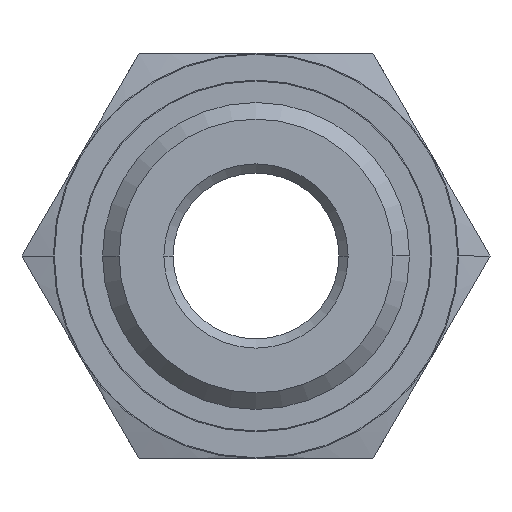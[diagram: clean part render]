
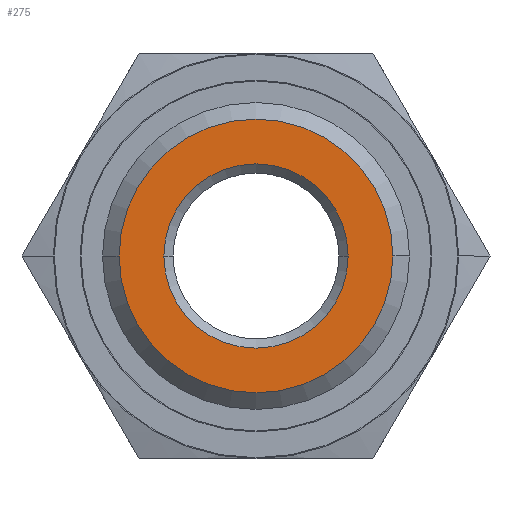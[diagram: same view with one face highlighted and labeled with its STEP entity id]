
A CAD part, left-side view. The second image highlights one B-rep face of the part: STEP entity #275.
In plain terms, the highlighted planar face has unit normal (-1, 0, 0).
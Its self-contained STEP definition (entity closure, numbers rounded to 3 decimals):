
#275 = ADVANCED_FACE( '', ( #541, #542 ), #543, .T. );
#541 = FACE_BOUND( '', #856, .T. );
#542 = FACE_OUTER_BOUND( '', #857, .T. );
#543 = PLANE( '', #858 );
#856 = EDGE_LOOP( '', ( #1753, #1754 ) );
#857 = EDGE_LOOP( '', ( #1755, #1756 ) );
#858 = AXIS2_PLACEMENT_3D( '', #1757, #1758, #1759 );
#1753 = ORIENTED_EDGE( '', *, *, #2301, .T. );
#1754 = ORIENTED_EDGE( '', *, *, #2131, .T. );
#1755 = ORIENTED_EDGE( '', *, *, #2079, .T. );
#1756 = ORIENTED_EDGE( '', *, *, #2322, .T. );
#1757 = CARTESIAN_POINT( '', ( -12., 3.716, 0. ) );
#1758 = DIRECTION( '', ( -1., 0., 0. ) );
#1759 = DIRECTION( '', ( 0., 1., 0. ) );
#2079 = EDGE_CURVE( '', #2416, #2420, #2422, .T. );
#2131 = EDGE_CURVE( '', #2518, #2515, #2519, .T. );
#2301 = EDGE_CURVE( '', #2515, #2518, #2794, .T. );
#2322 = EDGE_CURVE( '', #2420, #2416, #2816, .T. );
#2416 = VERTEX_POINT( '', #2962 );
#2420 = VERTEX_POINT( '', #2967 );
#2422 = CIRCLE( '', #2970, 7.431 );
#2515 = VERTEX_POINT( '', #3085 );
#2518 = VERTEX_POINT( '', #3089 );
#2519 = CIRCLE( '', #3090, 5. );
#2794 = CIRCLE( '', #3684, 5. );
#2816 = CIRCLE( '', #3706, 7.431 );
#2962 = CARTESIAN_POINT( '', ( -12., 7.431, 0. ) );
#2967 = CARTESIAN_POINT( '', ( -12., -7.431, 0. ) );
#2970 = AXIS2_PLACEMENT_3D( '', #4100, #4101, #4102 );
#3085 = CARTESIAN_POINT( '', ( -12., 5., 0. ) );
#3089 = CARTESIAN_POINT( '', ( -12., -5., 0. ) );
#3090 = AXIS2_PLACEMENT_3D( '', #4210, #4211, #4212 );
#3684 = AXIS2_PLACEMENT_3D( '', #4442, #4443, #4444 );
#3706 = AXIS2_PLACEMENT_3D( '', #4505, #4506, #4507 );
#4100 = CARTESIAN_POINT( '', ( -12., 0., 0. ) );
#4101 = DIRECTION( '', ( -1., 0., 0. ) );
#4102 = DIRECTION( '', ( 0., 1., 0. ) );
#4210 = CARTESIAN_POINT( '', ( -12., 0., 0. ) );
#4211 = DIRECTION( '', ( 1., 0., 0. ) );
#4212 = DIRECTION( '', ( 0., 1., 0. ) );
#4442 = CARTESIAN_POINT( '', ( -12., 0., 0. ) );
#4443 = DIRECTION( '', ( 1., 0., 0. ) );
#4444 = DIRECTION( '', ( 0., 1., 0. ) );
#4505 = CARTESIAN_POINT( '', ( -12., 0., 0. ) );
#4506 = DIRECTION( '', ( -1., 0., 0. ) );
#4507 = DIRECTION( '', ( 0., 1., 0. ) );
